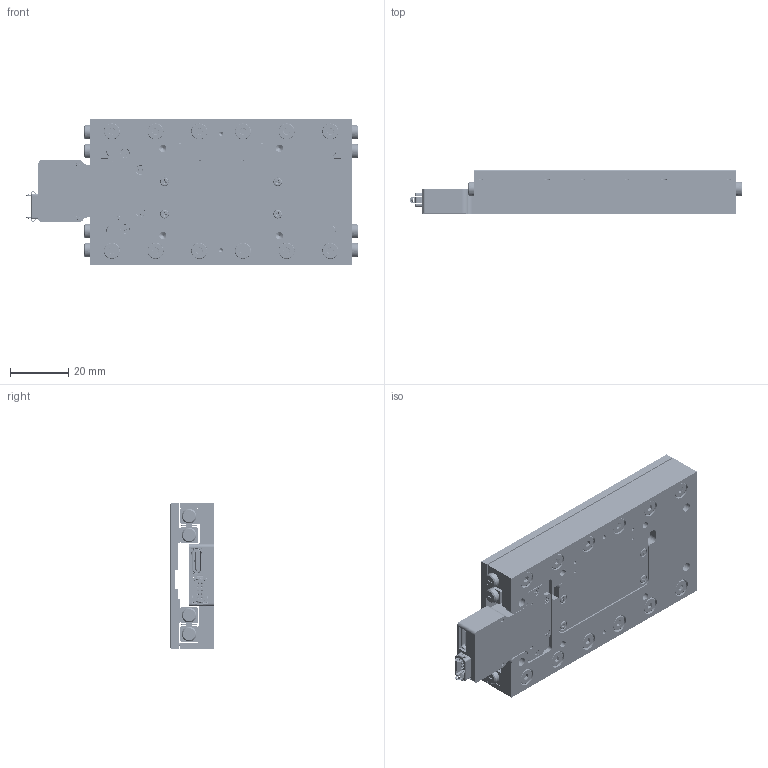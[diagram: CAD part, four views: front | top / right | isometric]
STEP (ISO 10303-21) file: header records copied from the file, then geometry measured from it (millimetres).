
FILE_DESCRIPTION (( 'STEP AP214' ), '1' );
FILE_NAME ('PPS-50-32500-I.STEP', '2023-06-14T23:44:13', ( '' ), ( '' ), 'SwSTEP 2.0', 'SolidWorks 2023', '' );
FILE_SCHEMA (( 'AUTOMOTIVE_DESIGN' ));
Length unit declared in the file: millimetre
Products named in the file (24): 92010A783_Passivated 18-8 Stainless Steel Phillips Flat Head Screw (1)_92010A783; SCREW, MS-PPH, M-JCIS_M1 x 0.25 x 2mm; PPS-50 Demo Cavity Cover; Cable Connector; 410178-A Integrated Controller to Faulhaber PCB_Top5; DF52-3S-0.8H_3Pin Motor Connector; SCREW, MS-PPH, M-JCIS_M2.5 x 0.45 x 6mm; 410178 Integrated Controller to Faulhaber PCB; Screw, SHCS-L, M-DIN_M3 x 0.5 x 08mm; SM10B-SURS-TF; USB4525-03-A_Mid Mount USB Type C Connector _Reverse Clipped; 92010A779_MS-PFH, M-DIN, M1.6x0.35x4mm_92010A779; 431752 Integrated Controller Base; PPS-50LM, Base_Master Part_L90; Cage, Slide Way, NB, SV2000_SV 2090-16Z; g125-mv11005l1_Straight Solder, 10 Pin, Male with Latches; PPS-50-32500-I; 410179 Integrated Controller to Faulhaber PCBA_Demo; DF52-3P-0.8C_3Pin Motor Mating Connector; 431753 Integrated Controller, Cover; SCREW, MS-PPH, M-JCIS_M2 x 0.4 x 3mm; PPS-50LM, Carriage_Master Part_90; 130325 Bearing, Slide Way, NB, SV2000_SV 2090; SCREW, MS-PPH, M-JCIS_M1.2 x 0.25 x 3mm
Assembly tree (60 placements, depth 3):
  410178-A Integrated Controller to Faulhaber PCB_Top5
  PPS-50-32500-I
    PPS-50LM, Base_Master Part_L90
    PPS-50LM, Carriage_Master Part_90
    130325 Bearing, Slide Way, NB, SV2000_SV 2090  x4
    Cage, Slide Way, NB, SV2000_SV 2090-16Z  x2
    SCREW, MS-PPH, M-JCIS_M1.2 x 0.25 x 3mm
    SCREW, MS-PPH, M-JCIS_M2.5 x 0.45 x 6mm  x12
    Screw, SHCS-L, M-DIN_M3 x 0.5 x 08mm  x12
    PPS-50 Demo Cavity Cover
    SCREW, MS-PPH, M-JCIS_M2 x 0.4 x 3mm  x4
    410179 Integrated Controller to Faulhaber PCBA_Demo
      431752 Integrated Controller Base
      431753 Integrated Controller, Cover
      Cable Connector
      DF52-3P-0.8C_3Pin Motor Mating Connector
      SCREW, MS-PPH, M-JCIS_M1 x 0.25 x 2mm  x4
      92010A783_Passivated 18-8 Stainless Steel Phillips Flat Head Screw (1)_92010A783  x4
      410178 Integrated Controller to Faulhaber PCB
      g125-mv11005l1_Straight Solder, 10 Pin, Male with Latches
      USB4525-03-A_Mid Mount USB Type C Connector _Reverse Clipped
      SM10B-SURS-TF
      DF52-3S-0.8H_3Pin Motor Connector
    92010A779_MS-PFH, M-DIN, M1.6x0.35x4mm_92010A779  x4
Bounding box: 113.98 x 15 x 50 mm (x, y, z)
Volume: 46337.9 mm3; surface area: 47917.1 mm2
Topology: 73 solids, 75 shells, 5574 faces, 14388 edges, 9026 vertices
Faces by surface type: plane 2502, cylinder 1520, bspline 816, torus 504, cone 232
Entity records: 160331 total; most frequent: CARTESIAN_POINT 62550, ORIENTED_EDGE 21374, DIRECTION 18933, EDGE_CURVE 10687, VERTEX_POINT 6699, AXIS2_PLACEMENT_3D 6634, VECTOR 5665, LINE 5665
